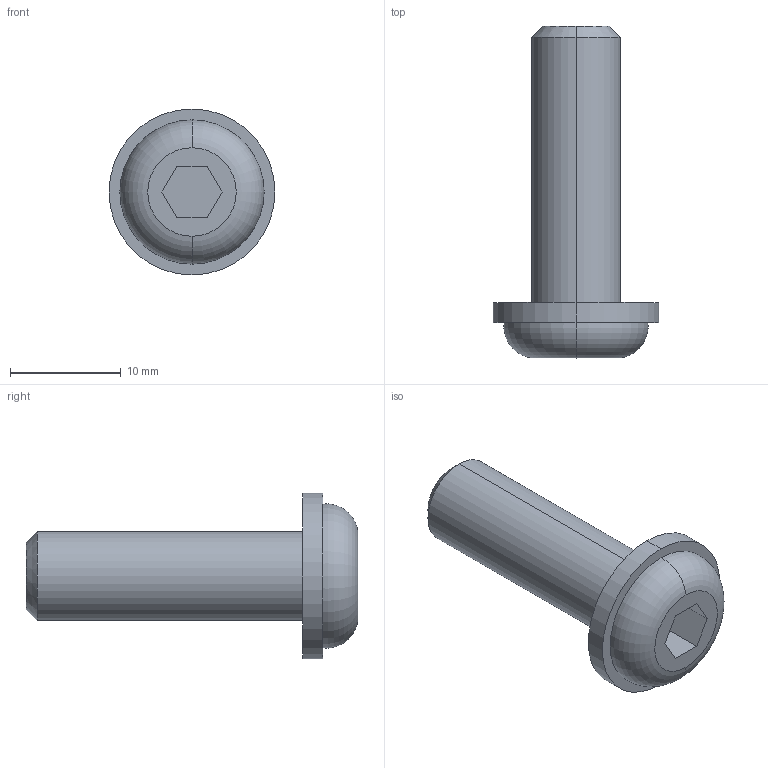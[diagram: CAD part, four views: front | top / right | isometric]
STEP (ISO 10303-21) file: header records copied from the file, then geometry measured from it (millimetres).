
FILE_DESCRIPTION (( 'STEP AP214' ), '1' );
FILE_NAME ('B812 妈眚 蝾瘀邂铋 󋔊5.STEP', '2026-02-26T10:35:22', ( '' ), ( '' ), 'SwSTEP 2.0', 'SolidWorks 2026', '' );
FILE_SCHEMA (( 'AUTOMOTIVE_DESIGN' ));
Length unit declared in the file: millimetre
Products named in the file (1): B812 Винт торцевой М8х25
Bounding box: 15 x 30 x 15 mm (x, y, z)
Volume: 1850.6 mm3; surface area: 1194.4 mm2
Topology: 1 solids, 1 shells, 19 faces, 40 edges, 26 vertices
Faces by surface type: plane 11, cylinder 4, cone 2, torus 2
Entity records: 537 total; most frequent: DIRECTION 96, CARTESIAN_POINT 86, ORIENTED_EDGE 80, EDGE_CURVE 40, AXIS2_PLACEMENT_3D 36, VERTEX_POINT 26, VECTOR 24, LINE 24
